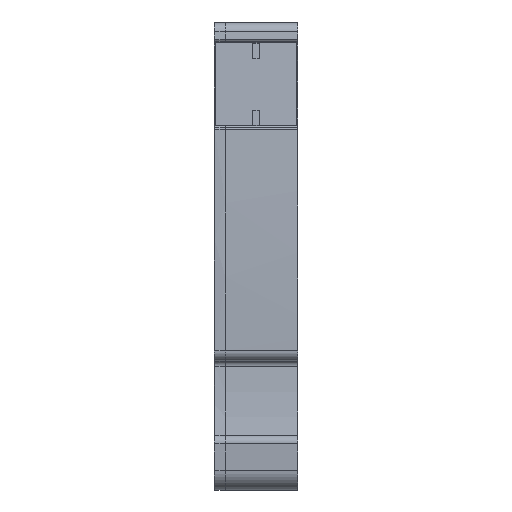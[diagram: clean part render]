
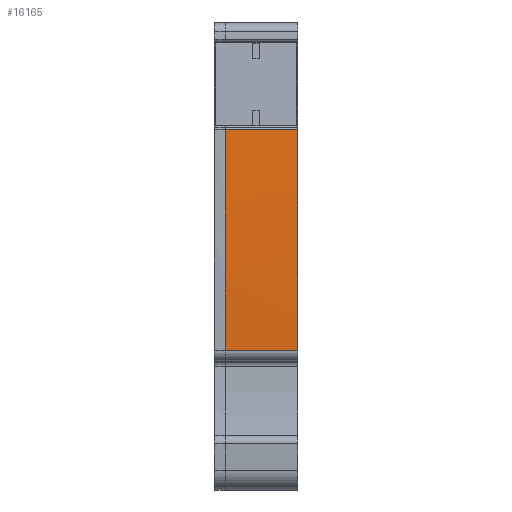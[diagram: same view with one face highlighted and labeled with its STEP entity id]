
A CAD part, front view. The second image highlights one B-rep face of the part: STEP entity #16165.
In plain terms, the highlighted cylindrical face has radius 250 mm (diameter 500 mm), a partial arc.
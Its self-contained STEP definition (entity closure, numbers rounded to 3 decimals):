
#15300=AXIS2_PLACEMENT_3D('Cylinder Axis2P3D',#15297,#15298,#15299) ;
#16143=AXIS2_PLACEMENT_3D('Circle Axis2P3D',#16141,#16142,$) ;
#16150=AXIS2_PLACEMENT_3D('Circle Axis2P3D',#16148,#16149,$) ;
#16155=AXIS2_PLACEMENT_3D('Circle Axis2P3D',#16153,#16154,$) ;
#15297=CARTESIAN_POINT('Axis2P3D Location',(4.05,251.503,17.05)) ;
#16106=CARTESIAN_POINT('Line Origine',(4.05,2.138,34.861)) ;
#16110=CARTESIAN_POINT('Vertex',(1.1,2.138,34.861)) ;
#16112=CARTESIAN_POINT('Vertex',(8.1,2.138,34.861)) ;
#16132=CARTESIAN_POINT('Line Origine',(4.05,1.529,13.45)) ;
#16136=CARTESIAN_POINT('Vertex',(1.1,1.529,13.45)) ;
#16138=CARTESIAN_POINT('Vertex',(8.1,1.529,13.45)) ;
#16141=CARTESIAN_POINT('Axis2P3D Location',(8.1,251.503,17.05)) ;
#16145=CARTESIAN_POINT('Vertex',(8.1,1.503,16.95)) ;
#16148=CARTESIAN_POINT('Axis2P3D Location',(8.1,251.503,17.05)) ;
#16153=CARTESIAN_POINT('Axis2P3D Location',(1.1,251.503,17.05)) ;
#15298=DIRECTION('Axis2P3D Direction',(1.,0.,0.)) ;
#15299=DIRECTION('Axis2P3D XDirection',(0.,-0.994,0.109)) ;
#16107=DIRECTION('Vector Direction',(1.,0.,0.)) ;
#16133=DIRECTION('Vector Direction',(1.,0.,0.)) ;
#16142=DIRECTION('Axis2P3D Direction',(1.,0.,0.)) ;
#16149=DIRECTION('Axis2P3D Direction',(1.,0.,0.)) ;
#16154=DIRECTION('Axis2P3D Direction',(1.,0.,0.)) ;
#16108=VECTOR('Line Direction',#16107,1.) ;
#16134=VECTOR('Line Direction',#16133,1.) ;
#16159=ORIENTED_EDGE('',*,*,#16140,.T.) ;
#16160=ORIENTED_EDGE('',*,*,#16147,.F.) ;
#16161=ORIENTED_EDGE('',*,*,#16152,.F.) ;
#16162=ORIENTED_EDGE('',*,*,#16114,.F.) ;
#16163=ORIENTED_EDGE('',*,*,#16157,.F.) ;
#16165=ADVANCED_FACE('61109_SA_A3C_6_PE.1\\76472_MLD_A4C_6_PE.1\\MLD_A4C_6_PE',(#16164),#15301,.T.) ;
#16144=CIRCLE('generated circle',#16143,250.) ;
#16151=CIRCLE('generated circle',#16150,250.) ;
#16156=CIRCLE('generated circle',#16155,250.) ;
#15301=CYLINDRICAL_SURFACE('generated cylinder',#15300,250.) ;
#16114=EDGE_CURVE('',#16111,#16113,#16109,.T.) ;
#16140=EDGE_CURVE('',#16137,#16139,#16135,.T.) ;
#16147=EDGE_CURVE('',#16146,#16139,#16144,.T.) ;
#16152=EDGE_CURVE('',#16113,#16146,#16151,.T.) ;
#16157=EDGE_CURVE('',#16137,#16111,#16156,.F.) ;
#16158=EDGE_LOOP('',(#16159,#16160,#16161,#16162,#16163)) ;
#16164=FACE_OUTER_BOUND('',#16158,.T.) ;
#16109=LINE('Line',#16106,#16108) ;
#16135=LINE('Line',#16132,#16134) ;
#16111=VERTEX_POINT('',#16110) ;
#16113=VERTEX_POINT('',#16112) ;
#16137=VERTEX_POINT('',#16136) ;
#16139=VERTEX_POINT('',#16138) ;
#16146=VERTEX_POINT('',#16145) ;
